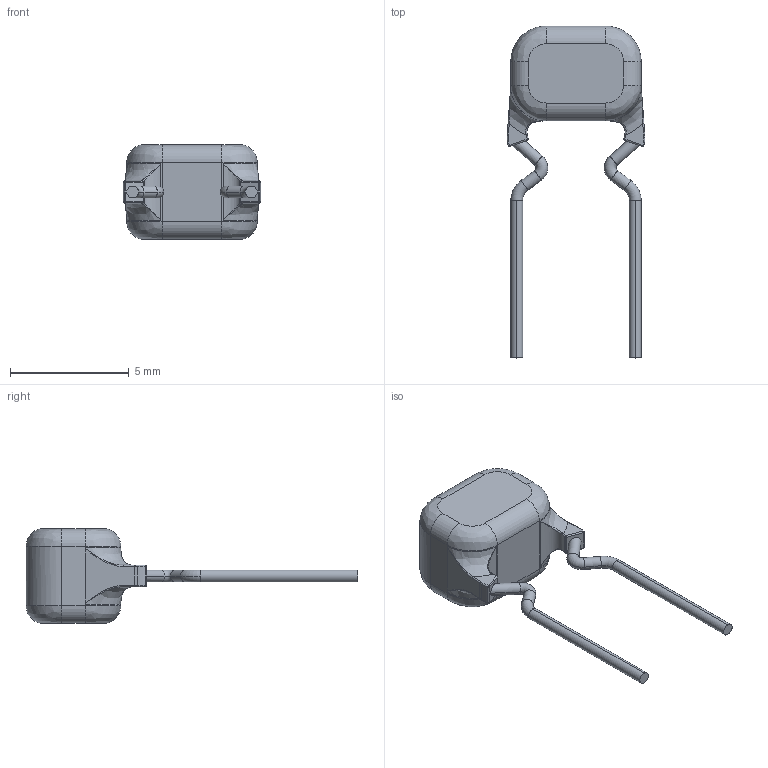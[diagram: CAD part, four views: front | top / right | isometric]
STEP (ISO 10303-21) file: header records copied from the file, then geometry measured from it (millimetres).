
FILE_DESCRIPTION (( 'STEP AP214' ), '1' );
FILE_NAME ('FG20X7S2A475KRT06.STEP', '2022-07-11T07:17:28', ( '' ), ( '' ), 'SwSTEP 2.0', 'SolidWorks 2018', '' );
FILE_SCHEMA (( 'AUTOMOTIVE_DESIGN' ));
Length unit declared in the file: millimetre
Products named in the file (1): FG20X7S2A475KRT06
Bounding box: 5.81 x 14 x 4 mm (x, y, z)
Volume: 83.7 mm3; surface area: 134.8 mm2
Topology: 1 solids, 1 shells, 106 faces, 248 edges, 142 vertices
Faces by surface type: cylinder 36, bspline 30, plane 16, torus 14, sphere 10
Entity records: 5454 total; most frequent: CARTESIAN_POINT 2099, ORIENTED_EDGE 480, DIRECTION 426, EDGE_CURVE 240, AXIS2_PLACEMENT_3D 183, VERTEX_POINT 138, UNCERTAINTY_MEASURE_WITH_UNIT 109, PRESENTATION_STYLE_ASSIGNMENT 108
